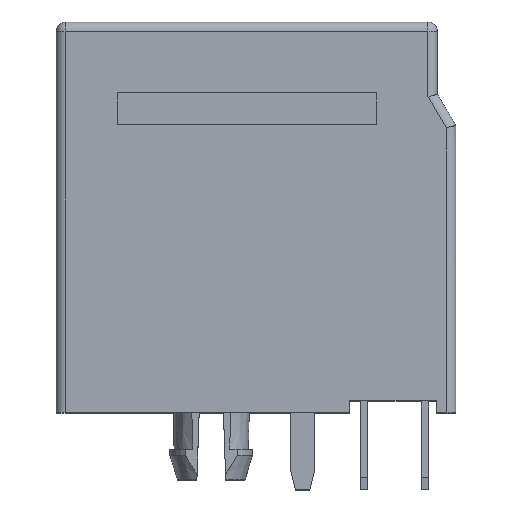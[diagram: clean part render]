
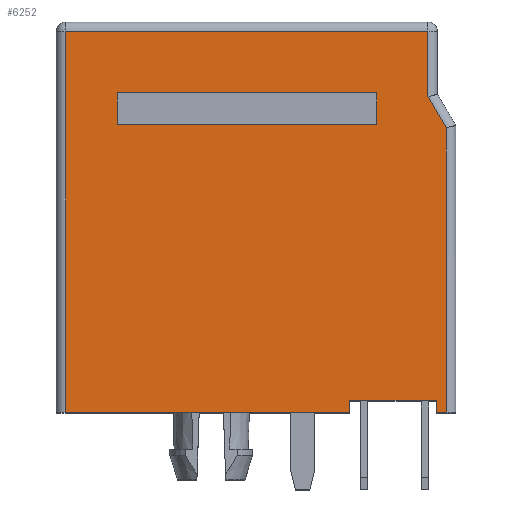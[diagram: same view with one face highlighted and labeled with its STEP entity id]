
A CAD part, top view. The second image highlights one B-rep face of the part: STEP entity #6252.
In plain terms, the highlighted planar face has unit normal (0, 0, 1).
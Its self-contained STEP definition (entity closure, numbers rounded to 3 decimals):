
#105=DIRECTION('',(0.,-1.,0.));
#106=VECTOR('',#105,1.32);
#107=CARTESIAN_POINT('',(-5.78,5.175,7.62));
#108=LINE('',#107,#106);
#109=DIRECTION('',(1.,0.,0.));
#110=VECTOR('',#109,10.8);
#111=CARTESIAN_POINT('',(-5.78,3.855,7.62));
#112=LINE('',#111,#110);
#113=DIRECTION('',(0.,1.,0.));
#114=VECTOR('',#113,1.32);
#115=CARTESIAN_POINT('',(5.02,3.855,7.62));
#116=LINE('',#115,#114);
#117=DIRECTION('',(-1.,0.,0.));
#118=VECTOR('',#117,10.8);
#119=CARTESIAN_POINT('',(5.02,5.175,7.62));
#120=LINE('',#119,#118);
#121=DIRECTION('',(0.,-1.,0.));
#122=VECTOR('',#121,15.85);
#123=CARTESIAN_POINT('',(-7.92,7.725,7.62));
#124=LINE('',#123,#122);
#125=DIRECTION('',(-1.,0.,0.));
#126=VECTOR('',#125,15.07);
#127=CARTESIAN_POINT('',(7.15,7.725,7.62));
#128=LINE('',#127,#126);
#129=DIRECTION('',(0.,1.,0.));
#130=VECTOR('',#129,2.71);
#131=CARTESIAN_POINT('',(7.15,5.015,7.62));
#132=LINE('',#131,#130);
#133=DIRECTION('',(-0.51,0.86,0.));
#134=VECTOR('',#133,1.511);
#135=CARTESIAN_POINT('',(7.92,3.715,7.62));
#136=LINE('',#135,#134);
#137=DIRECTION('',(0.,1.,0.));
#138=VECTOR('',#137,11.84);
#139=CARTESIAN_POINT('',(7.92,-8.125,7.62));
#140=LINE('',#139,#138);
#141=DIRECTION('',(1.,0.,0.));
#142=VECTOR('',#141,0.42);
#143=CARTESIAN_POINT('',(7.5,-8.125,7.62));
#144=LINE('',#143,#142);
#145=DIRECTION('',(0.,1.,0.));
#146=VECTOR('',#145,0.5);
#147=CARTESIAN_POINT('',(7.5,-8.125,7.62));
#148=LINE('',#147,#146);
#149=DIRECTION('',(-1.,0.,0.));
#150=VECTOR('',#149,3.6);
#151=CARTESIAN_POINT('',(7.5,-7.625,7.62));
#152=LINE('',#151,#150);
#153=DIRECTION('',(0.,1.,0.));
#154=VECTOR('',#153,0.5);
#155=CARTESIAN_POINT('',(3.9,-8.125,7.62));
#156=LINE('',#155,#154);
#157=DIRECTION('',(1.,0.,0.));
#158=VECTOR('',#157,11.82);
#159=CARTESIAN_POINT('',(-7.92,-8.125,7.62));
#160=LINE('',#159,#158);
#399=CARTESIAN_POINT('',(7.92,3.715,7.62));
#4834=CARTESIAN_POINT('',(7.5,-8.125,7.62));
#4836=VERTEX_POINT('',#4834);
#4842=CARTESIAN_POINT('',(3.9,-8.125,7.62));
#4844=VERTEX_POINT('',#4842);
#4855=CARTESIAN_POINT('',(7.5,-7.625,7.62));
#4856=VERTEX_POINT('',#4855);
#4859=CARTESIAN_POINT('',(3.9,-7.625,7.62));
#4860=VERTEX_POINT('',#4859);
#4958=CARTESIAN_POINT('',(-7.92,7.725,7.62));
#4960=VERTEX_POINT('',#4958);
#4962=CARTESIAN_POINT('',(7.15,7.725,7.62));
#4964=VERTEX_POINT('',#4962);
#4965=VERTEX_POINT('',#399);
#5105=CARTESIAN_POINT('',(-5.78,5.175,7.62));
#5106=CARTESIAN_POINT('',(-5.78,3.855,7.62));
#5107=VERTEX_POINT('',#5105);
#5108=VERTEX_POINT('',#5106);
#5109=CARTESIAN_POINT('',(5.02,3.855,7.62));
#5110=VERTEX_POINT('',#5109);
#5111=CARTESIAN_POINT('',(5.02,5.175,7.62));
#5112=VERTEX_POINT('',#5111);
#5113=CARTESIAN_POINT('',(-7.92,-8.125,7.62));
#5115=VERTEX_POINT('',#5113);
#5130=CARTESIAN_POINT('',(7.92,-8.125,7.62));
#5132=VERTEX_POINT('',#5130);
#5135=CARTESIAN_POINT('',(7.15,5.015,7.62));
#5136=VERTEX_POINT('',#5135);
#6219=CARTESIAN_POINT('',(0.,0.,7.62));
#6220=DIRECTION('',(0.,0.,1.));
#6221=DIRECTION('',(1.,0.,0.));
#6222=AXIS2_PLACEMENT_3D('',#6219,#6220,#6221);
#6223=PLANE('',#6222);
#6225=ORIENTED_EDGE('',*,*,#6224,.F.);
#6227=ORIENTED_EDGE('',*,*,#6226,.F.);
#6229=ORIENTED_EDGE('',*,*,#6228,.F.);
#6231=ORIENTED_EDGE('',*,*,#6230,.F.);
#6233=ORIENTED_EDGE('',*,*,#6232,.F.);
#6235=ORIENTED_EDGE('',*,*,#6234,.F.);
#6237=ORIENTED_EDGE('',*,*,#6236,.T.);
#6239=ORIENTED_EDGE('',*,*,#6238,.T.);
#6241=ORIENTED_EDGE('',*,*,#6240,.F.);
#6243=ORIENTED_EDGE('',*,*,#6242,.F.);
#6244=EDGE_LOOP('',(#6225,#6227,#6229,#6231,#6233,#6235,#6237,#6239,#6241,
#6243));
#6245=FACE_OUTER_BOUND('',#6244,.F.);
#6246=ORIENTED_EDGE('',*,*,#6111,.T.);
#6247=ORIENTED_EDGE('',*,*,#6141,.T.);
#6248=ORIENTED_EDGE('',*,*,#6170,.T.);
#6249=ORIENTED_EDGE('',*,*,#6198,.T.);
#6250=EDGE_LOOP('',(#6246,#6247,#6248,#6249));
#6251=FACE_BOUND('',#6250,.F.);
#6252=ADVANCED_FACE('',(#6245,#6251),#6223,.T.);
#6111=EDGE_CURVE('',#5107,#5108,#108,.T.);
#6141=EDGE_CURVE('',#5108,#5110,#112,.T.);
#6170=EDGE_CURVE('',#5110,#5112,#116,.T.);
#6198=EDGE_CURVE('',#5112,#5107,#120,.T.);
#6224=EDGE_CURVE('',#4960,#5115,#124,.T.);
#6226=EDGE_CURVE('',#4964,#4960,#128,.T.);
#6228=EDGE_CURVE('',#5136,#4964,#132,.T.);
#6230=EDGE_CURVE('',#4965,#5136,#136,.T.);
#6232=EDGE_CURVE('',#5132,#4965,#140,.T.);
#6234=EDGE_CURVE('',#4836,#5132,#144,.T.);
#6236=EDGE_CURVE('',#4836,#4856,#148,.T.);
#6238=EDGE_CURVE('',#4856,#4860,#152,.T.);
#6240=EDGE_CURVE('',#4844,#4860,#156,.T.);
#6242=EDGE_CURVE('',#5115,#4844,#160,.T.);
